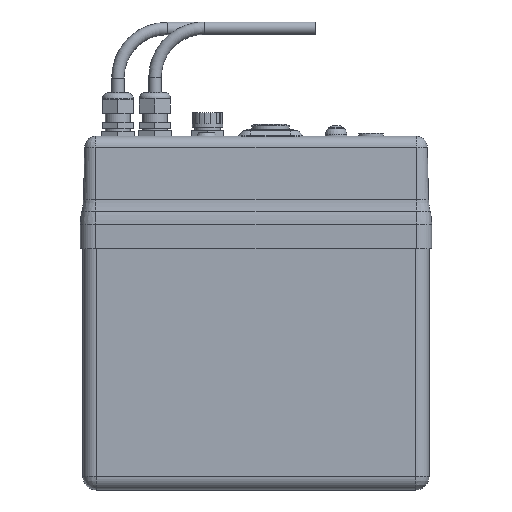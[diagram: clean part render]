
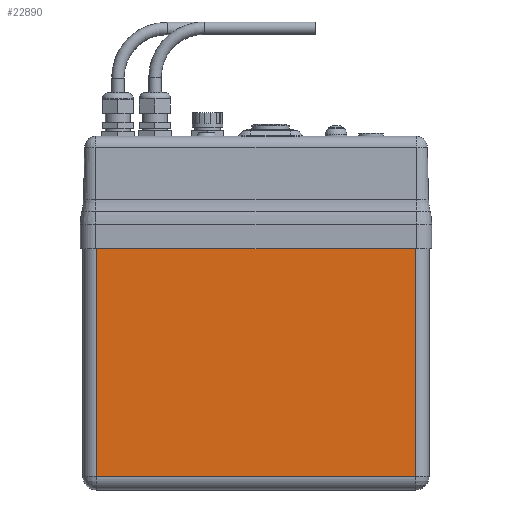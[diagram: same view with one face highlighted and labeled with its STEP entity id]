
A CAD part, front view. The second image highlights one B-rep face of the part: STEP entity #22890.
In plain terms, the highlighted planar face has unit normal (0, -1, 0).
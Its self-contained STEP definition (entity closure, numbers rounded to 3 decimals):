
#21963 = PLANE('',#21964);
#21964 = AXIS2_PLACEMENT_3D('',#21965,#21966,#21967);
#21965 = CARTESIAN_POINT('',(18.165,-67.195,
    21.713));
#21966 = DIRECTION('',(0.,0.,1.));
#21967 = DIRECTION('',(1.,0.,0.));
#22352 = SURFACE_OF_REVOLUTION('',#22353,#22357);
#22353 = LINE('',#22354,#22355);
#22354 = CARTESIAN_POINT('',(-110.835,-108.695,
    21.713));
#22355 = VECTOR('',#22356,1.);
#22356 = DIRECTION('',(0.,0.,-1.));
#22357 = AXIS1_PLACEMENT('',#22358,#22359);
#22358 = CARTESIAN_POINT('',(-110.835,-97.695,
    -192.287));
#22359 = DIRECTION('',(-0.,0.,-1.));
#22466 = CYLINDRICAL_SURFACE('',#22467,11.);
#22467 = AXIS2_PLACEMENT_3D('',#22468,#22469,#22470);
#22468 = CARTESIAN_POINT('',(147.165,-97.695,
    -181.287));
#22469 = DIRECTION('',(-1.,0.,0.));
#22470 = DIRECTION('',(-0.,-1.,0.));
#22588 = SURFACE_OF_REVOLUTION('',#22589,#22593);
#22589 = LINE('',#22590,#22591);
#22590 = CARTESIAN_POINT('',(158.165,-97.695,
    21.713));
#22591 = VECTOR('',#22592,1.);
#22592 = DIRECTION('',(0.,0.,-1.));
#22593 = AXIS1_PLACEMENT('',#22594,#22595);
#22594 = CARTESIAN_POINT('',(147.165,-97.695,
    -192.287));
#22595 = DIRECTION('',(-0.,0.,-1.));
#22605 = EDGE_CURVE('',#22606,#22608,#22610,.T.);
#22606 = VERTEX_POINT('',#22607);
#22607 = CARTESIAN_POINT('',(-110.835,-108.695,
    21.713));
#22608 = VERTEX_POINT('',#22609);
#22609 = CARTESIAN_POINT('',(-110.835,-108.695,
    -181.287));
#22610 = SURFACE_CURVE('',#22611,(#22615,#22621),.PCURVE_S1.);
#22611 = LINE('',#22612,#22613);
#22612 = CARTESIAN_POINT('',(-110.835,-108.695,
    21.713));
#22613 = VECTOR('',#22614,1.);
#22614 = DIRECTION('',(0.,0.,-1.));
#22615 = PCURVE('',#22352,#22616);
#22616 = DEFINITIONAL_REPRESENTATION('',(#22617),#22620);
#22617 = B_SPLINE_CURVE_WITH_KNOTS('',1,(#22618,#22619),.UNSPECIFIED.,
  .F.,.F.,(2,2),(0.,203.),.PIECEWISE_BEZIER_KNOTS.);
#22618 = CARTESIAN_POINT('',(0.,0.));
#22619 = CARTESIAN_POINT('',(0.,203.));
#22620 = ( GEOMETRIC_REPRESENTATION_CONTEXT(2) 
PARAMETRIC_REPRESENTATION_CONTEXT() REPRESENTATION_CONTEXT('2D SPACE',''
  ) );
#22621 = PCURVE('',#22622,#22627);
#22622 = PLANE('',#22623);
#22623 = AXIS2_PLACEMENT_3D('',#22624,#22625,#22626);
#22624 = CARTESIAN_POINT('',(147.165,-108.695,
    21.713));
#22625 = DIRECTION('',(0.,1.,0.));
#22626 = DIRECTION('',(0.,0.,-1.));
#22627 = DEFINITIONAL_REPRESENTATION('',(#22628),#22632);
#22628 = LINE('',#22629,#22630);
#22629 = CARTESIAN_POINT('',(0.,258.));
#22630 = VECTOR('',#22631,1.);
#22631 = DIRECTION('',(1.,0.));
#22632 = ( GEOMETRIC_REPRESENTATION_CONTEXT(2) 
PARAMETRIC_REPRESENTATION_CONTEXT() REPRESENTATION_CONTEXT('2D SPACE',''
  ) );
#22755 = EDGE_CURVE('',#22756,#22608,#22758,.T.);
#22756 = VERTEX_POINT('',#22757);
#22757 = CARTESIAN_POINT('',(147.165,-108.695,
    -181.287));
#22758 = SURFACE_CURVE('',#22759,(#22763,#22769),.PCURVE_S1.);
#22759 = LINE('',#22760,#22761);
#22760 = CARTESIAN_POINT('',(147.165,-108.695,
    -181.287));
#22761 = VECTOR('',#22762,1.);
#22762 = DIRECTION('',(-1.,0.,0.));
#22763 = PCURVE('',#22466,#22764);
#22764 = DEFINITIONAL_REPRESENTATION('',(#22765),#22768);
#22765 = B_SPLINE_CURVE_WITH_KNOTS('',1,(#22766,#22767),.UNSPECIFIED.,
  .F.,.F.,(2,2),(0.,258.),.PIECEWISE_BEZIER_KNOTS.);
#22766 = CARTESIAN_POINT('',(6.283,0.));
#22767 = CARTESIAN_POINT('',(6.283,258.));
#22768 = ( GEOMETRIC_REPRESENTATION_CONTEXT(2) 
PARAMETRIC_REPRESENTATION_CONTEXT() REPRESENTATION_CONTEXT('2D SPACE',''
  ) );
#22769 = PCURVE('',#22622,#22770);
#22770 = DEFINITIONAL_REPRESENTATION('',(#22771),#22775);
#22771 = LINE('',#22772,#22773);
#22772 = CARTESIAN_POINT('',(203.,0.));
#22773 = VECTOR('',#22774,1.);
#22774 = DIRECTION('',(0.,1.));
#22775 = ( GEOMETRIC_REPRESENTATION_CONTEXT(2) 
PARAMETRIC_REPRESENTATION_CONTEXT() REPRESENTATION_CONTEXT('2D SPACE',''
  ) );
#22825 = VERTEX_POINT('',#22826);
#22826 = CARTESIAN_POINT('',(147.165,-108.695,
    21.713));
#22851 = EDGE_CURVE('',#22825,#22756,#22852,.T.);
#22852 = SURFACE_CURVE('',#22853,(#22857,#22863),.PCURVE_S1.);
#22853 = LINE('',#22854,#22855);
#22854 = CARTESIAN_POINT('',(147.165,-108.695,
    21.713));
#22855 = VECTOR('',#22856,1.);
#22856 = DIRECTION('',(0.,0.,-1.));
#22857 = PCURVE('',#22588,#22858);
#22858 = DEFINITIONAL_REPRESENTATION('',(#22859),#22862);
#22859 = B_SPLINE_CURVE_WITH_KNOTS('',1,(#22860,#22861),.UNSPECIFIED.,
  .F.,.F.,(2,2),(0.,203.),.PIECEWISE_BEZIER_KNOTS.);
#22860 = CARTESIAN_POINT('',(1.571,0.));
#22861 = CARTESIAN_POINT('',(1.571,203.));
#22862 = ( GEOMETRIC_REPRESENTATION_CONTEXT(2) 
PARAMETRIC_REPRESENTATION_CONTEXT() REPRESENTATION_CONTEXT('2D SPACE',''
  ) );
#22863 = PCURVE('',#22622,#22864);
#22864 = DEFINITIONAL_REPRESENTATION('',(#22865),#22869);
#22865 = LINE('',#22866,#22867);
#22866 = CARTESIAN_POINT('',(0.,0.));
#22867 = VECTOR('',#22868,1.);
#22868 = DIRECTION('',(1.,0.));
#22869 = ( GEOMETRIC_REPRESENTATION_CONTEXT(2) 
PARAMETRIC_REPRESENTATION_CONTEXT() REPRESENTATION_CONTEXT('2D SPACE',''
  ) );
#22890 = ADVANCED_FACE('',(#22891),#22622,.F.);
#22891 = FACE_BOUND('',#22892,.F.);
#22892 = EDGE_LOOP('',(#22893,#22914,#22915,#22916));
#22893 = ORIENTED_EDGE('',*,*,#22894,.F.);
#22894 = EDGE_CURVE('',#22825,#22606,#22895,.T.);
#22895 = SURFACE_CURVE('',#22896,(#22900,#22907),.PCURVE_S1.);
#22896 = LINE('',#22897,#22898);
#22897 = CARTESIAN_POINT('',(147.165,-108.695,
    21.713));
#22898 = VECTOR('',#22899,1.);
#22899 = DIRECTION('',(-1.,0.,0.));
#22900 = PCURVE('',#22622,#22901);
#22901 = DEFINITIONAL_REPRESENTATION('',(#22902),#22906);
#22902 = LINE('',#22903,#22904);
#22903 = CARTESIAN_POINT('',(0.,0.));
#22904 = VECTOR('',#22905,1.);
#22905 = DIRECTION('',(0.,1.));
#22906 = ( GEOMETRIC_REPRESENTATION_CONTEXT(2) 
PARAMETRIC_REPRESENTATION_CONTEXT() REPRESENTATION_CONTEXT('2D SPACE',''
  ) );
#22907 = PCURVE('',#21963,#22908);
#22908 = DEFINITIONAL_REPRESENTATION('',(#22909),#22913);
#22909 = LINE('',#22910,#22911);
#22910 = CARTESIAN_POINT('',(129.,-41.5));
#22911 = VECTOR('',#22912,1.);
#22912 = DIRECTION('',(-1.,-0.));
#22913 = ( GEOMETRIC_REPRESENTATION_CONTEXT(2) 
PARAMETRIC_REPRESENTATION_CONTEXT() REPRESENTATION_CONTEXT('2D SPACE',''
  ) );
#22914 = ORIENTED_EDGE('',*,*,#22851,.T.);
#22915 = ORIENTED_EDGE('',*,*,#22755,.T.);
#22916 = ORIENTED_EDGE('',*,*,#22605,.F.);
